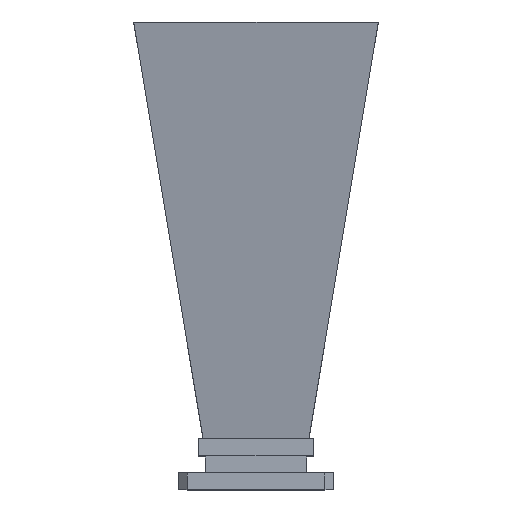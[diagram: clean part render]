
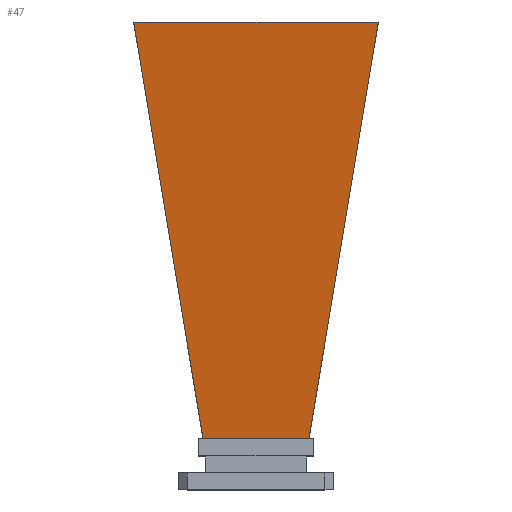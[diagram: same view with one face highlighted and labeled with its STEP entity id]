
A CAD part, top view. The second image highlights one B-rep face of the part: STEP entity #47.
In plain terms, the highlighted planar face has unit normal (0, -0.151, 0.989).
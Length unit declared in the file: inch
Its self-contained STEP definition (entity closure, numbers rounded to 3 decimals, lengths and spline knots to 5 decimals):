
#47 = ADVANCED_FACE ( 'NONE', ( #1164 ), #658, .T. ) ;
#71 = CARTESIAN_POINT ( 'NONE',  ( -7.62362, 6.38157, 1.312 ) ) ;
#102 = ORIENTED_EDGE ( 'NONE', *, *, #1140, .F. ) ;
#156 = EDGE_CURVE ( 'NONE', #638, #364, #1295, .T. ) ;
#207 = DIRECTION ( 'NONE',  ( 1., 0., 0. ) ) ;
#247 = CARTESIAN_POINT ( 'NONE',  ( -1.95425, 7.30417, 1.45309 ) ) ;
#364 = VERTEX_POINT ( 'NONE', #897 ) ;
#459 = ORIENTED_EDGE ( 'NONE', *, *, #775, .T. ) ;
#491 = DIRECTION ( 'NONE',  ( -0.162, -0.975, -0.149 ) ) ;
#497 = EDGE_CURVE ( 'NONE', #1032, #1127, #1334, .T. ) ;
#522 = CARTESIAN_POINT ( 'NONE',  ( -7.62362, 6.38157, 1.312 ) ) ;
#544 = ORIENTED_EDGE ( 'NONE', *, *, #156, .F. ) ;
#593 = VECTOR ( 'NONE', #491, 39.37008 ) ;
#638 = VERTEX_POINT ( 'NONE', #1251 ) ;
#658 = PLANE ( 'NONE',  #788 ) ;
#684 = VECTOR ( 'NONE', #735, 39.37008 ) ;
#725 = LINE ( 'NONE', #971, #593 ) ;
#735 = DIRECTION ( 'NONE',  ( 0.162, -0.975, -0.149 ) ) ;
#775 = EDGE_CURVE ( 'NONE', #638, #1127, #1567, .T. ) ;
#788 = AXIS2_PLACEMENT_3D ( 'NONE', #522, #1491, #888 ) ;
#888 = DIRECTION ( 'NONE',  ( 0., -0.989, -0.151 ) ) ;
#897 = CARTESIAN_POINT ( 'NONE',  ( 1.8006, 6.38157, 1.312 ) ) ;
#971 = CARTESIAN_POINT ( 'NONE',  ( 1.95425, 7.30417, 1.45309 ) ) ;
#1032 = VERTEX_POINT ( 'NONE', #1545 ) ;
#1042 = EDGE_LOOP ( 'NONE', ( #102, #544, #459, #1053 ) ) ;
#1053 = ORIENTED_EDGE ( 'NONE', *, *, #497, .F. ) ;
#1127 = VERTEX_POINT ( 'NONE', #1329 ) ;
#1132 = VECTOR ( 'NONE', #1555, 39.37008 ) ;
#1140 = EDGE_CURVE ( 'NONE', #364, #1032, #725, .T. ) ;
#1164 = FACE_OUTER_BOUND ( 'NONE', #1042, .T. ) ;
#1251 = CARTESIAN_POINT ( 'NONE',  ( -1.8006, 6.38157, 1.312 ) ) ;
#1295 = LINE ( 'NONE', #71, #1355 ) ;
#1308 = CARTESIAN_POINT ( 'NONE',  ( 1.53072, 0.25, 0.37429 ) ) ;
#1329 = CARTESIAN_POINT ( 'NONE',  ( -0.77944, 0.25, 0.37429 ) ) ;
#1334 = LINE ( 'NONE', #1308, #1132 ) ;
#1355 = VECTOR ( 'NONE', #207, 39.37008 ) ;
#1491 = DIRECTION ( 'NONE',  ( 0., -0.151, 0.989 ) ) ;
#1545 = CARTESIAN_POINT ( 'NONE',  ( 0.77944, 0.25, 0.37429 ) ) ;
#1555 = DIRECTION ( 'NONE',  ( -1., 0., 0. ) ) ;
#1567 = LINE ( 'NONE', #247, #684 ) ;
